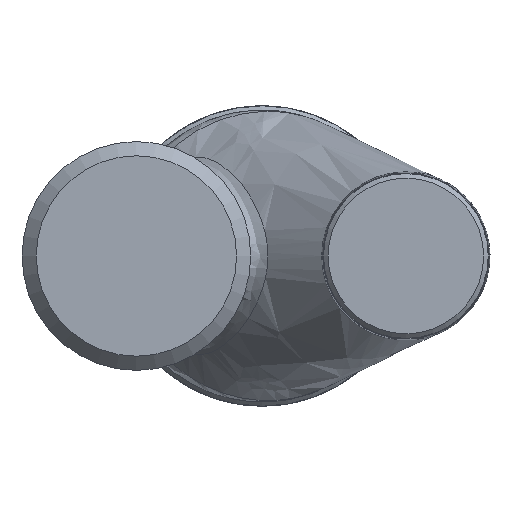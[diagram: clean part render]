
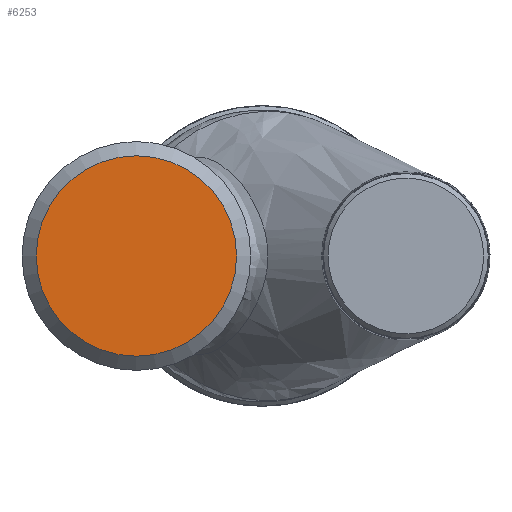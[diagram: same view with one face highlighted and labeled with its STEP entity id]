
A CAD part, front view. The second image highlights one B-rep face of the part: STEP entity #6253.
In plain terms, the highlighted planar face has unit normal (0, -1, 0).
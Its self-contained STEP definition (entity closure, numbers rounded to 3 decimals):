
#250=PLANE('',#6587);
#295=CIRCLE('',#6588,13.385);
#296=CIRCLE('',#6589,13.385);
#833=FACE_OUTER_BOUND('',#1208,.T.);
#1208=EDGE_LOOP('',(#5175,#5176));
#2801=VERTEX_POINT('',#15759);
#2802=VERTEX_POINT('',#15760);
#3643=EDGE_CURVE('',#2801,#2802,#295,.T.);
#3644=EDGE_CURVE('',#2802,#2801,#296,.T.);
#5175=ORIENTED_EDGE('',*,*,#3643,.F.);
#5176=ORIENTED_EDGE('',*,*,#3644,.F.);
#6253=ADVANCED_FACE('',(#833),#250,.T.);
#6587=AXIS2_PLACEMENT_3D('',#15758,#7449,#7450);
#6588=AXIS2_PLACEMENT_3D('',#15761,#7451,#7452);
#6589=AXIS2_PLACEMENT_3D('',#15762,#7453,#7454);
#7449=DIRECTION('center_axis',(0.,-1.,0.));
#7450=DIRECTION('ref_axis',(0.,0.,-1.));
#7451=DIRECTION('center_axis',(0.,1.,0.));
#7452=DIRECTION('ref_axis',(1.,0.,0.));
#7453=DIRECTION('center_axis',(0.,1.,0.));
#7454=DIRECTION('ref_axis',(1.,0.,0.));
#15758=CARTESIAN_POINT('Origin',(-30.191,0.,0.));
#15759=CARTESIAN_POINT('',(-30.191,0.,0.));
#15760=CARTESIAN_POINT('',(-3.421,0.,0.));
#15761=CARTESIAN_POINT('Origin',(-16.806,0.,0.));
#15762=CARTESIAN_POINT('Origin',(-16.806,0.,0.));
